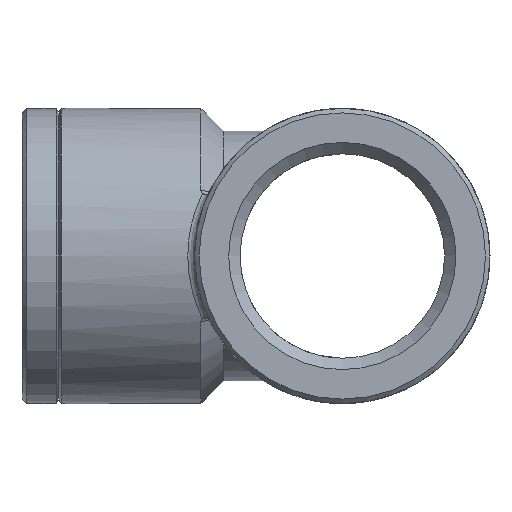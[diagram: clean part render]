
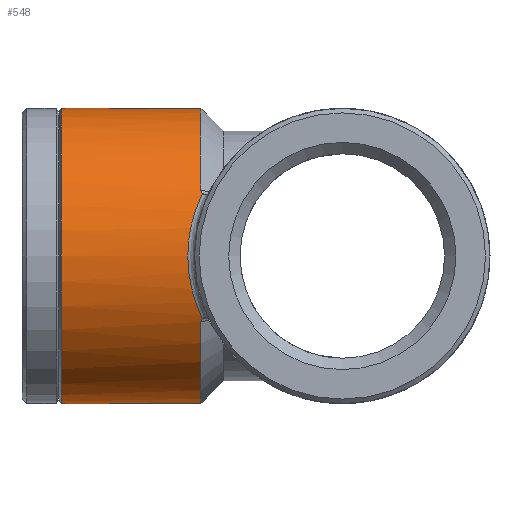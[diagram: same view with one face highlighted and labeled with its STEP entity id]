
A CAD part, left-side view. The second image highlights one B-rep face of the part: STEP entity #548.
In plain terms, the highlighted cylindrical face has radius 15.676 mm (diameter 31.352 mm), a full revolution.
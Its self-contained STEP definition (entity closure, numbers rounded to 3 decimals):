
#18=FACE_BOUND('',#163,.T.);
#47=ELLIPSE('',#589,22.687,15.676);
#49=ELLIPSE('',#595,22.687,15.676);
#56=CYLINDRICAL_SURFACE('',#594,15.676);
#70=CIRCLE('',#585,15.676);
#71=CIRCLE('',#592,15.676);
#73=CIRCLE('',#596,15.676);
#123=FACE_OUTER_BOUND('',#162,.T.);
#162=EDGE_LOOP('',(#421,#422,#423,#424,#425,#426,#427,#428,#429,#430));
#163=EDGE_LOOP('',(#431));
#227=B_SPLINE_CURVE_WITH_KNOTS('',3,(#893,#894,#895,#896,#897,#898,#899,
#900,#901,#902),.UNSPECIFIED.,.F.,.F.,(4,3,3,4),(0.,0.02,
0.04,0.041),.UNSPECIFIED.);
#233=B_SPLINE_CURVE_WITH_KNOTS('',3,(#1011,#1012,#1013,#1014),
 .UNSPECIFIED.,.F.,.F.,(4,4),(-0.439,-0.416),
 .UNSPECIFIED.);
#237=B_SPLINE_CURVE_WITH_KNOTS('',3,(#1068,#1069,#1070,#1071,#1072,#1073,
#1074,#1075,#1076,#1077,#1078,#1079,#1080),.UNSPECIFIED.,.F.,.F.,(4,3,3,
3,4),(0.177,0.178,0.195,0.209,
0.223),.UNSPECIFIED.);
#241=B_SPLINE_CURVE_WITH_KNOTS('',3,(#1119,#1120,#1121,#1122,#1123,#1124,
#1125,#1126,#1127,#1128),.UNSPECIFIED.,.F.,.F.,(4,3,3,4),(0.177,
0.195,0.209,0.223),.UNSPECIFIED.);
#242=B_SPLINE_CURVE_WITH_KNOTS('',3,(#1130,#1131,#1132,#1133),
 .UNSPECIFIED.,.F.,.F.,(4,4),(-0.439,-0.416),
 .UNSPECIFIED.);
#243=B_SPLINE_CURVE_WITH_KNOTS('',3,(#1136,#1137,#1138,#1139,#1140,#1141,
#1142),.UNSPECIFIED.,.F.,.F.,(4,3,4),(0.,0.02,0.041),
 .UNSPECIFIED.);
#259=VERTEX_POINT('',#887);
#260=VERTEX_POINT('',#892);
#262=VERTEX_POINT('',#925);
#265=VERTEX_POINT('',#985);
#266=VERTEX_POINT('',#986);
#272=VERTEX_POINT('',#1067);
#274=VERTEX_POINT('',#1109);
#276=VERTEX_POINT('',#1118);
#277=VERTEX_POINT('',#1129);
#278=VERTEX_POINT('',#1134);
#279=VERTEX_POINT('',#1143);
#319=EDGE_CURVE('',#259,#260,#227,.T.);
#323=EDGE_CURVE('',#259,#262,#70,.T.);
#327=EDGE_CURVE('',#265,#266,#47,.T.);
#331=EDGE_CURVE('',#260,#265,#233,.T.);
#335=EDGE_CURVE('',#266,#272,#237,.T.);
#338=EDGE_CURVE('',#274,#272,#71,.T.);
#341=EDGE_CURVE('',#276,#262,#241,.T.);
#342=EDGE_CURVE('',#277,#276,#242,.F.);
#343=EDGE_CURVE('',#278,#277,#49,.T.);
#344=EDGE_CURVE('',#274,#278,#243,.T.);
#345=EDGE_CURVE('',#279,#279,#73,.T.);
#421=ORIENTED_EDGE('',*,*,#327,.F.);
#422=ORIENTED_EDGE('',*,*,#331,.F.);
#423=ORIENTED_EDGE('',*,*,#319,.F.);
#424=ORIENTED_EDGE('',*,*,#323,.T.);
#425=ORIENTED_EDGE('',*,*,#341,.F.);
#426=ORIENTED_EDGE('',*,*,#342,.F.);
#427=ORIENTED_EDGE('',*,*,#343,.F.);
#428=ORIENTED_EDGE('',*,*,#344,.F.);
#429=ORIENTED_EDGE('',*,*,#338,.T.);
#430=ORIENTED_EDGE('',*,*,#335,.F.);
#431=ORIENTED_EDGE('',*,*,#345,.F.);
#548=ADVANCED_FACE('',(#123,#18),#56,.T.);
#585=AXIS2_PLACEMENT_3D('',#930,#664,#665);
#589=AXIS2_PLACEMENT_3D('',#987,#672,#673);
#592=AXIS2_PLACEMENT_3D('',#1110,#678,#679);
#594=AXIS2_PLACEMENT_3D('',#1117,#682,#683);
#595=AXIS2_PLACEMENT_3D('',#1135,#684,#685);
#596=AXIS2_PLACEMENT_3D('',#1144,#686,#687);
#664=DIRECTION('center_axis',(0.,1.,0.));
#665=DIRECTION('ref_axis',(0.,0.,-1.));
#672=DIRECTION('center_axis',(0.723,-0.691,0.));
#673=DIRECTION('ref_axis',(0.691,0.723,0.));
#678=DIRECTION('center_axis',(0.,1.,0.));
#679=DIRECTION('ref_axis',(0.,0.,-1.));
#682=DIRECTION('center_axis',(0.,1.,0.));
#683=DIRECTION('ref_axis',(-1.,0.,0.));
#684=DIRECTION('center_axis',(-0.723,-0.691,0.));
#685=DIRECTION('ref_axis',(-0.691,0.723,0.));
#686=DIRECTION('center_axis',(0.,1.,0.));
#687=DIRECTION('ref_axis',(0.,0.,-1.));
#887=CARTESIAN_POINT('',(14.031,15.,-6.992));
#892=CARTESIAN_POINT('',(14.19,14.844,-6.663));
#893=CARTESIAN_POINT('Ctrl Pts',(14.031,15.,-6.992));
#894=CARTESIAN_POINT('Ctrl Pts',(14.06,15.,-6.933));
#895=CARTESIAN_POINT('Ctrl Pts',(14.088,14.987,-6.875));
#896=CARTESIAN_POINT('Ctrl Pts',(14.115,14.962,-6.82));
#897=CARTESIAN_POINT('Ctrl Pts',(14.141,14.936,-6.765));
#898=CARTESIAN_POINT('Ctrl Pts',(14.165,14.899,-6.715));
#899=CARTESIAN_POINT('Ctrl Pts',(14.186,14.853,-6.672));
#900=CARTESIAN_POINT('Ctrl Pts',(14.187,14.85,-6.669));
#901=CARTESIAN_POINT('Ctrl Pts',(14.188,14.847,-6.666));
#902=CARTESIAN_POINT('Ctrl Pts',(14.19,14.844,-6.663));
#925=CARTESIAN_POINT('',(-14.031,15.,-6.992));
#930=CARTESIAN_POINT('Origin',(0.,15.,0.));
#985=CARTESIAN_POINT('',(14.338,15.,-6.337));
#986=CARTESIAN_POINT('',(14.19,14.844,6.663));
#987=CARTESIAN_POINT('Origin',(0.,0.,0.));
#1011=CARTESIAN_POINT('Ctrl Pts',(14.19,14.844,-6.663));
#1012=CARTESIAN_POINT('Ctrl Pts',(14.24,14.898,-6.555));
#1013=CARTESIAN_POINT('Ctrl Pts',(14.29,14.949,-6.446));
#1014=CARTESIAN_POINT('Ctrl Pts',(14.338,15.,-6.337));
#1067=CARTESIAN_POINT('',(14.031,15.,6.992));
#1068=CARTESIAN_POINT('Ctrl Pts',(14.19,14.844,6.663));
#1069=CARTESIAN_POINT('Ctrl Pts',(14.188,14.847,6.666));
#1070=CARTESIAN_POINT('Ctrl Pts',(14.187,14.85,6.669));
#1071=CARTESIAN_POINT('Ctrl Pts',(14.186,14.854,6.672));
#1072=CARTESIAN_POINT('Ctrl Pts',(14.17,14.888,6.705));
#1073=CARTESIAN_POINT('Ctrl Pts',(14.153,14.917,6.741));
#1074=CARTESIAN_POINT('Ctrl Pts',(14.134,14.941,6.781));
#1075=CARTESIAN_POINT('Ctrl Pts',(14.118,14.96,6.814));
#1076=CARTESIAN_POINT('Ctrl Pts',(14.102,14.975,6.848));
#1077=CARTESIAN_POINT('Ctrl Pts',(14.084,14.985,6.883));
#1078=CARTESIAN_POINT('Ctrl Pts',(14.067,14.995,6.919));
#1079=CARTESIAN_POINT('Ctrl Pts',(14.049,15.,6.955));
#1080=CARTESIAN_POINT('Ctrl Pts',(14.031,15.,6.992));
#1109=CARTESIAN_POINT('',(-14.031,15.,6.992));
#1110=CARTESIAN_POINT('Origin',(0.,15.,0.));
#1117=CARTESIAN_POINT('Origin',(0.,22.429,0.));
#1118=CARTESIAN_POINT('',(-14.19,14.844,-6.663));
#1119=CARTESIAN_POINT('Ctrl Pts',(-14.19,14.844,-6.663));
#1120=CARTESIAN_POINT('Ctrl Pts',(-14.173,14.882,-6.698));
#1121=CARTESIAN_POINT('Ctrl Pts',(-14.155,14.915,-6.738));
#1122=CARTESIAN_POINT('Ctrl Pts',(-14.134,14.941,-6.781));
#1123=CARTESIAN_POINT('Ctrl Pts',(-14.118,14.96,-6.814));
#1124=CARTESIAN_POINT('Ctrl Pts',(-14.102,14.975,-6.848));
#1125=CARTESIAN_POINT('Ctrl Pts',(-14.084,14.985,-6.883));
#1126=CARTESIAN_POINT('Ctrl Pts',(-14.067,14.995,-6.919));
#1127=CARTESIAN_POINT('Ctrl Pts',(-14.049,15.,-6.955));
#1128=CARTESIAN_POINT('Ctrl Pts',(-14.031,15.,-6.992));
#1129=CARTESIAN_POINT('',(-14.338,15.,-6.337));
#1130=CARTESIAN_POINT('Ctrl Pts',(-14.19,14.844,-6.663));
#1131=CARTESIAN_POINT('Ctrl Pts',(-14.24,14.898,-6.555));
#1132=CARTESIAN_POINT('Ctrl Pts',(-14.29,14.949,-6.446));
#1133=CARTESIAN_POINT('Ctrl Pts',(-14.338,15.,-6.337));
#1134=CARTESIAN_POINT('',(-14.19,14.844,6.663));
#1135=CARTESIAN_POINT('Origin',(0.,0.,0.));
#1136=CARTESIAN_POINT('Ctrl Pts',(-14.031,15.,6.992));
#1137=CARTESIAN_POINT('Ctrl Pts',(-14.06,15.,6.933));
#1138=CARTESIAN_POINT('Ctrl Pts',(-14.088,14.987,6.875));
#1139=CARTESIAN_POINT('Ctrl Pts',(-14.115,14.961,6.82));
#1140=CARTESIAN_POINT('Ctrl Pts',(-14.143,14.934,6.762));
#1141=CARTESIAN_POINT('Ctrl Pts',(-14.168,14.894,6.709));
#1142=CARTESIAN_POINT('Ctrl Pts',(-14.19,14.844,6.663));
#1143=CARTESIAN_POINT('',(-15.676,29.858,0.));
#1144=CARTESIAN_POINT('Origin',(0.,29.858,0.));
